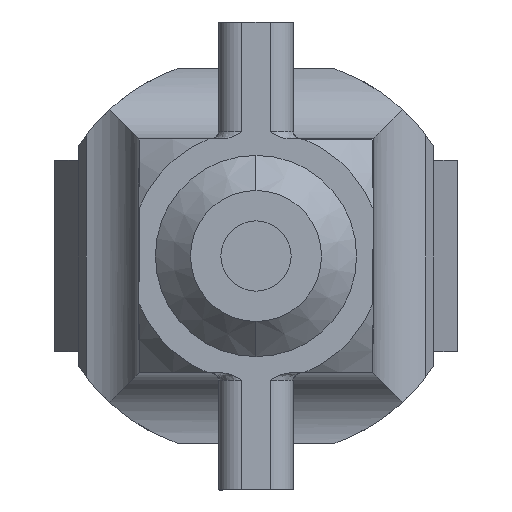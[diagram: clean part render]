
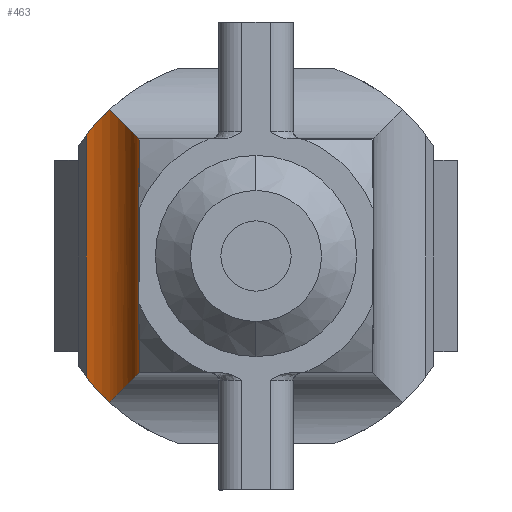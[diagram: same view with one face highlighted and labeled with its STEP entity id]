
A CAD part, front view. The second image highlights one B-rep face of the part: STEP entity #463.
In plain terms, the highlighted cylindrical face has radius 3 mm (diameter 6 mm), a partial arc.
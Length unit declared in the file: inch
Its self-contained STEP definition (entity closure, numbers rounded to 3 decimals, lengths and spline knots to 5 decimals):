
#66 = CARTESIAN_POINT ( 'NONE',  ( -0.25966, 2.17061, -0.23395 ) ) ;
#127 = CARTESIAN_POINT ( 'NONE',  ( -0.24627, 2.16104, -0.24627 ) ) ;
#144 = EDGE_LOOP ( 'NONE', ( #1182, #1187, #1189, #1191, #1320, #1362 ) ) ;
#463 = ADVANCED_FACE ( 'NONE', ( #2387 ), #2378, .F. ) ;
#471 = DIRECTION ( 'NONE',  ( 0., 0., -1. ) ) ;
#477 = CARTESIAN_POINT ( 'NONE',  ( -0.19685, 2.06496, 0. ) ) ;
#681 =( BOUNDED_CURVE ( )  B_SPLINE_CURVE ( 3, ( #1777, #1838, #1713, #1688 ),
 .UNSPECIFIED., .F., .F. ) 
 B_SPLINE_CURVE_WITH_KNOTS ( ( 4, 4 ),
 ( 3.14159, 4.0917 ),
 .UNSPECIFIED. ) 
 CURVE ( )  GEOMETRIC_REPRESENTATION_ITEM ( )  RATIONAL_B_SPLINE_CURVE ( ( 1., 0.926, 0.926, 1. ) ) 
 REPRESENTATION_ITEM ( '' )  );
#697 = EDGE_CURVE ( 'NONE', #1166, #1239, #1178, .T. ) ;
#836 = CARTESIAN_POINT ( 'NONE',  ( -0.2852, 2.17926, 0.20369 ) ) ;
#853 = CARTESIAN_POINT ( 'NONE',  ( -0.19685, 2.06496, 0.19685 ) ) ;
#856 = CARTESIAN_POINT ( 'NONE',  ( -0.19685, 2.06496, -0.19685 ) ) ;
#902 = CARTESIAN_POINT ( 'NONE',  ( -0.24627, 2.16104, -0.24627 ) ) ;
#905 = CARTESIAN_POINT ( 'NONE',  ( -0.2852, 2.17926, -0.20369 ) ) ;
#917 = CARTESIAN_POINT ( 'NONE',  ( -0.24627, 2.16104, 0.24627 ) ) ;
#1161 = VERTEX_POINT ( 'NONE', #905 ) ;
#1166 = VERTEX_POINT ( 'NONE', #917 ) ;
#1178 =( BOUNDED_CURVE ( )  B_SPLINE_CURVE ( 3, ( #1202, #1208, #1210, #1199 ),
 .UNSPECIFIED., .F., .T. ) 
 B_SPLINE_CURVE_WITH_KNOTS ( ( 4, 4 ),
 ( 2.19149, 3.14159 ),
 .UNSPECIFIED. ) 
 CURVE ( )  GEOMETRIC_REPRESENTATION_ITEM ( )  RATIONAL_B_SPLINE_CURVE ( ( 1., 0.926, 0.926, 1. ) ) 
 REPRESENTATION_ITEM ( '' )  );
#1182 = ORIENTED_EDGE ( 'NONE', *, *, #2247, .F. ) ;
#1187 = ORIENTED_EDGE ( 'NONE', *, *, #2315, .F. ) ;
#1189 = ORIENTED_EDGE ( 'NONE', *, *, #1912, .F. ) ;
#1191 = ORIENTED_EDGE ( 'NONE', *, *, #697, .F. ) ;
#1195 = VERTEX_POINT ( 'NONE', #902 ) ;
#1199 = CARTESIAN_POINT ( 'NONE',  ( -0.19685, 2.06496, 0.19685 ) ) ;
#1202 = CARTESIAN_POINT ( 'NONE',  ( -0.24627, 2.16104, 0.24627 ) ) ;
#1208 = CARTESIAN_POINT ( 'NONE',  ( -0.21464, 2.13843, 0.21464 ) ) ;
#1210 = CARTESIAN_POINT ( 'NONE',  ( -0.19685, 2.10385, 0.19685 ) ) ;
#1239 = VERTEX_POINT ( 'NONE', #853 ) ;
#1286 = VERTEX_POINT ( 'NONE', #856 ) ;
#1289 = VERTEX_POINT ( 'NONE', #836 ) ;
#1320 = ORIENTED_EDGE ( 'NONE', *, *, #2277, .F. ) ;
#1362 = ORIENTED_EDGE ( 'NONE', *, *, #2311, .F. ) ;
#1487 = VECTOR ( 'NONE', #1766, 39.37008 ) ;
#1491 = LINE ( 'NONE', #1792, #1487 ) ;
#1688 = CARTESIAN_POINT ( 'NONE',  ( -0.24627, 2.16104, -0.24627 ) ) ;
#1713 = CARTESIAN_POINT ( 'NONE',  ( -0.21464, 2.13843, -0.21464 ) ) ;
#1726 = CARTESIAN_POINT ( 'NONE',  ( -0.31496, 2.06496, 0. ) ) ;
#1766 = DIRECTION ( 'NONE',  ( 0., 0., 1. ) ) ;
#1777 = CARTESIAN_POINT ( 'NONE',  ( -0.19685, 2.06496, -0.19685 ) ) ;
#1792 = CARTESIAN_POINT ( 'NONE',  ( -0.2852, 2.17926, 0. ) ) ;
#1838 = CARTESIAN_POINT ( 'NONE',  ( -0.19685, 2.10385, -0.19685 ) ) ;
#1912 = EDGE_CURVE ( 'NONE', #1239, #1286, #2052, .T. ) ;
#1937 = AXIS2_PLACEMENT_3D ( 'NONE', #1726, #2265, #2282 ) ;
#2043 = VECTOR ( 'NONE', #471, 39.37008 ) ;
#2052 = LINE ( 'NONE', #477, #2043 ) ;
#2203 = B_SPLINE_CURVE_WITH_KNOTS ( 'NONE', 3,
 ( #2308, #2313, #2255, #2248 ),
 .UNSPECIFIED., .F., .F.,
 ( 4, 4 ),
 ( 0., 0.00154 ),
 .UNSPECIFIED. ) ;
#2247 = EDGE_CURVE ( 'NONE', #1195, #1161, #2276, .T. ) ;
#2248 = CARTESIAN_POINT ( 'NONE',  ( -0.24627, 2.16104, 0.24627 ) ) ;
#2255 = CARTESIAN_POINT ( 'NONE',  ( -0.25966, 2.17061, 0.23395 ) ) ;
#2265 = DIRECTION ( 'NONE',  ( 0., 0., -1. ) ) ;
#2276 = B_SPLINE_CURVE_WITH_KNOTS ( 'NONE', 3,
 ( #127, #66, #2480, #2478 ),
 .UNSPECIFIED., .F., .F.,
 ( 4, 4 ),
 ( 0., 0.00154 ),
 .UNSPECIFIED. ) ;
#2277 = EDGE_CURVE ( 'NONE', #1289, #1166, #2203, .T. ) ;
#2282 = DIRECTION ( 'NONE',  ( -1., 0., 0. ) ) ;
#2308 = CARTESIAN_POINT ( 'NONE',  ( -0.2852, 2.17926, 0.20369 ) ) ;
#2311 = EDGE_CURVE ( 'NONE', #1161, #1289, #1491, .T. ) ;
#2313 = CARTESIAN_POINT ( 'NONE',  ( -0.2729, 2.17606, 0.21973 ) ) ;
#2315 = EDGE_CURVE ( 'NONE', #1286, #1195, #681, .T. ) ;
#2378 = CYLINDRICAL_SURFACE ( 'NONE', #1937, 0.11811 ) ;
#2387 = FACE_OUTER_BOUND ( 'NONE', #144, .T. ) ;
#2478 = CARTESIAN_POINT ( 'NONE',  ( -0.2852, 2.17926, -0.20369 ) ) ;
#2480 = CARTESIAN_POINT ( 'NONE',  ( -0.2729, 2.17606, -0.21973 ) ) ;
